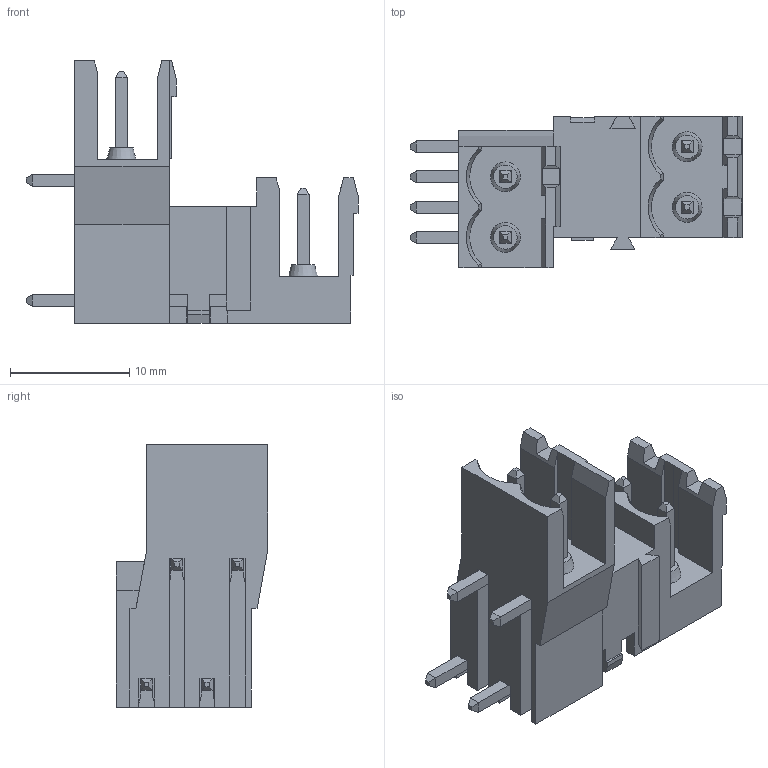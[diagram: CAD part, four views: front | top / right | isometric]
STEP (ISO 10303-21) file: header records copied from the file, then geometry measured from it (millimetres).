
FILE_DESCRIPTION(('STEP AP214'),'1');
FILE_NAME('PDSV02-5,08-H.stp','2017-12-12T16:22:54',(' '),(' '),'Spatial InterOp 3D',' ',' ');
FILE_SCHEMA(('automotive_design'));
Length unit declared in the file: metre
Products named in the file (1): 1
Bounding box: 27.84 x 12.7 x 22 mm (x, y, z)
Volume: 2285.3 mm3; surface area: 2545.1 mm2
Topology: 1 solids, 4 shells, 279 faces, 741 edges, 478 vertices
Faces by surface type: plane 265, cone 8, cylinder 6
Entity records: 10629 total; most frequent: CARTESIAN_POINT 1512, ORIENTED_EDGE 1466, DIRECTION 1308, EDGE_CURVE 733, LINE 700, VECTOR 700, VERTEX_POINT 474, AXIS2_PLACEMENT_3D 304
